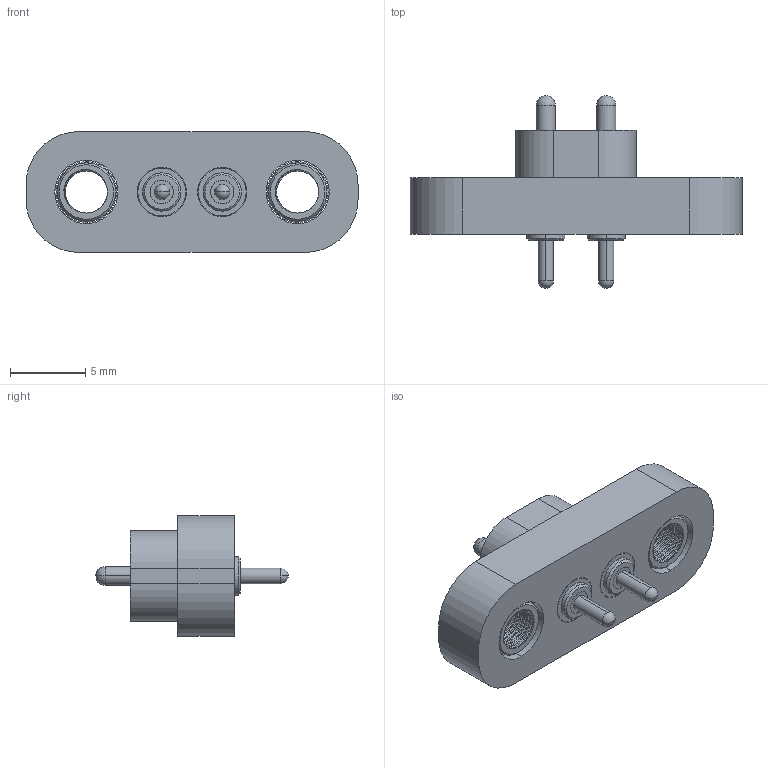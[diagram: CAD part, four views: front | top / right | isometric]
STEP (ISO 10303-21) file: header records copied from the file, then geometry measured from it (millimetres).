
FILE_DESCRIPTION (( 'STEP AP214' ), '1' );
FILE_NAME ('mill-max-858-22-002-10-011101.step', '2017-06-23T07:04:21', ( 'Windows User' ), ( '' ), 'SwSTEP 2.0', 'SolidWorks 2017', '' );
FILE_SCHEMA (( 'AUTOMOTIVE_DESIGN' ));
Length unit declared in the file: inch
Products named in the file (7): mill-max-858-22-002-10-011101; mill-max-858-22-002-10-011101_P8XX-18-014-16-08000X_P804-18-014-16-080000; mill-max-858-22-002-10-011101_9459-X_9459-0-00-20-00-00-13-0; mill-max-858-22-002-10-011101_6915-X_6915-1-00-20-00-00-13-0; mill-max-858-22-002-10-011101_9376-0_9376-0-00-20-00-00-13-0; mill-max-858-22-002-10-011101_6882-0-00-00-82-XX-43-1C; mill-max-858-22-002-10-011101_0072
Assembly tree (11 placements, depth 2):
  mill-max-858-22-002-10-011101
    mill-max-858-22-002-10-011101_P8XX-18-014-16-08000X_P804-18-014-16-080000
    mill-max-858-22-002-10-011101_9459-X_9459-0-00-20-00-00-13-0  x2
    mill-max-858-22-002-10-011101_6915-X_6915-1-00-20-00-00-13-0  x2
    mill-max-858-22-002-10-011101_9376-0_9376-0-00-20-00-00-13-0  x2
    mill-max-858-22-002-10-011101_6882-0-00-00-82-XX-43-1C  x2
    mill-max-858-22-002-10-011101_0072  x2
Bounding box: 22 x 12.78 x 8 mm (x, y, z)
Volume: 682.5 mm3; surface area: 1328.3 mm2
Topology: 11 solids, 11 shells, 757 faces, 1700 edges, 968 vertices
Faces by surface type: cone 244, plane 243, cylinder 240, bspline 14, torus 8, sphere 8
Entity records: 20411 total; most frequent: CARTESIAN_POINT 11585, DIRECTION 1790, ORIENTED_EDGE 1782, EDGE_CURVE 891, AXIS2_PLACEMENT_3D 755, VERTEX_POINT 516, EDGE_LOOP 421, ADVANCED_FACE 398
